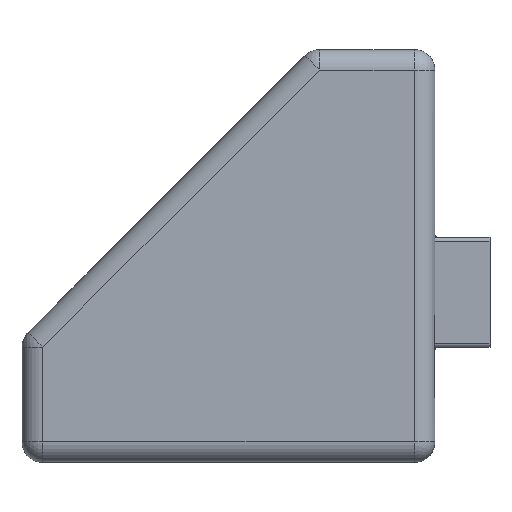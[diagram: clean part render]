
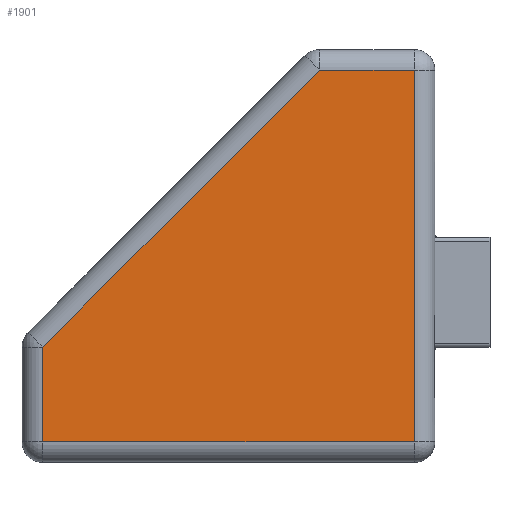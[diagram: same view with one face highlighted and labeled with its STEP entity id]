
A CAD part, left-side view. The second image highlights one B-rep face of the part: STEP entity #1901.
In plain terms, the highlighted planar face has unit normal (-1, 0, 0).
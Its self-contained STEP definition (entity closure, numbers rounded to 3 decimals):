
#1901 = ADVANCED_FACE ( 'NONE', ( #10117 ), #11534, .F. ) ;
#2337 = EDGE_CURVE ( 'NONE', #5136, #5137, #10515, .T. ) ;
#2338 = EDGE_CURVE ( 'NONE', #5135, #5136, #10516, .T. ) ;
#2339 = EDGE_CURVE ( 'NONE', #5137, #5138, #10517, .T. ) ;
#2340 = EDGE_CURVE ( 'NONE', #5138, #5139, #10518, .T. ) ;
#2341 = EDGE_CURVE ( 'NONE', #5139, #5135, #10519, .T. ) ;
#3682 = EDGE_LOOP ( 'NONE', ( #6009, #6011, #6010, #6012, #6013 ) ) ;
#5135 = VERTEX_POINT ( 'NONE', #19761 ) ;
#5136 = VERTEX_POINT ( 'NONE', #19762 ) ;
#5137 = VERTEX_POINT ( 'NONE', #19763 ) ;
#5138 = VERTEX_POINT ( 'NONE', #19764 ) ;
#5139 = VERTEX_POINT ( 'NONE', #19765 ) ;
#6009 = ORIENTED_EDGE ( 'NONE', *, *, #2338, .T. ) ;
#6010 = ORIENTED_EDGE ( 'NONE', *, *, #2339, .T. ) ;
#6011 = ORIENTED_EDGE ( 'NONE', *, *, #2337, .T. ) ;
#6012 = ORIENTED_EDGE ( 'NONE', *, *, #2340, .T. ) ;
#6013 = ORIENTED_EDGE ( 'NONE', *, *, #2341, .T. ) ;
#7007 = AXIS2_PLACEMENT_3D ( 'NONE', #11535, #11536, #11537 ) ;
#7497 = VECTOR ( 'NONE', #13061, 1000. ) ;
#7498 = VECTOR ( 'NONE', #13063, 1000. ) ;
#7499 = VECTOR ( 'NONE', #13065, 1000. ) ;
#7500 = VECTOR ( 'NONE', #13067, 1000. ) ;
#7501 = VECTOR ( 'NONE', #13069, 1000. ) ;
#10117 = FACE_OUTER_BOUND ( 'NONE', #3682, .T. ) ;
#10515 = LINE ( 'NONE', #13060, #7497 ) ;
#10516 = LINE ( 'NONE', #13062, #7498 ) ;
#10517 = LINE ( 'NONE', #13064, #7499 ) ;
#10518 = LINE ( 'NONE', #13066, #7500 ) ;
#10519 = LINE ( 'NONE', #13068, #7501 ) ;
#11534 = PLANE ( 'NONE',  #7007 ) ;
#11535 = CARTESIAN_POINT ( 'NONE',  ( -15., -15., 30. ) ) ;
#11536 = DIRECTION ( 'NONE',  ( 1., 0., 0. ) ) ;
#11537 = DIRECTION ( 'NONE',  ( 0., 0., -1. ) ) ;
#13060 = CARTESIAN_POINT ( 'NONE',  ( -15., -13.5, 30. ) ) ;
#13061 = DIRECTION ( 'NONE',  ( 0., 0., 1. ) ) ;
#13062 = CARTESIAN_POINT ( 'NONE',  ( -15., -15., 1.5 ) ) ;
#13063 = DIRECTION ( 'NONE',  ( 0., -1., 0. ) ) ;
#13064 = CARTESIAN_POINT ( 'NONE',  ( -15., -15., 28.5 ) ) ;
#13065 = DIRECTION ( 'NONE',  ( 0., 1., 0. ) ) ;
#13066 = CARTESIAN_POINT ( 'NONE',  ( -15., -11.561, 33.439 ) ) ;
#13067 = DIRECTION ( 'NONE',  ( 0., 0.707, -0.707 ) ) ;
#13068 = CARTESIAN_POINT ( 'NONE',  ( -15., 13.5, 30. ) ) ;
#13069 = DIRECTION ( 'NONE',  ( 0., 0., -1. ) ) ;
#19761 = CARTESIAN_POINT ( 'NONE',  ( -15., 13.5, 1.5 ) ) ;
#19762 = CARTESIAN_POINT ( 'NONE',  ( -15., -13.5, 1.5 ) ) ;
#19763 = CARTESIAN_POINT ( 'NONE',  ( -15., -13.5, 28.5 ) ) ;
#19764 = CARTESIAN_POINT ( 'NONE',  ( -15., -6.621, 28.5 ) ) ;
#19765 = CARTESIAN_POINT ( 'NONE',  ( -15., 13.5, 8.379 ) ) ;
